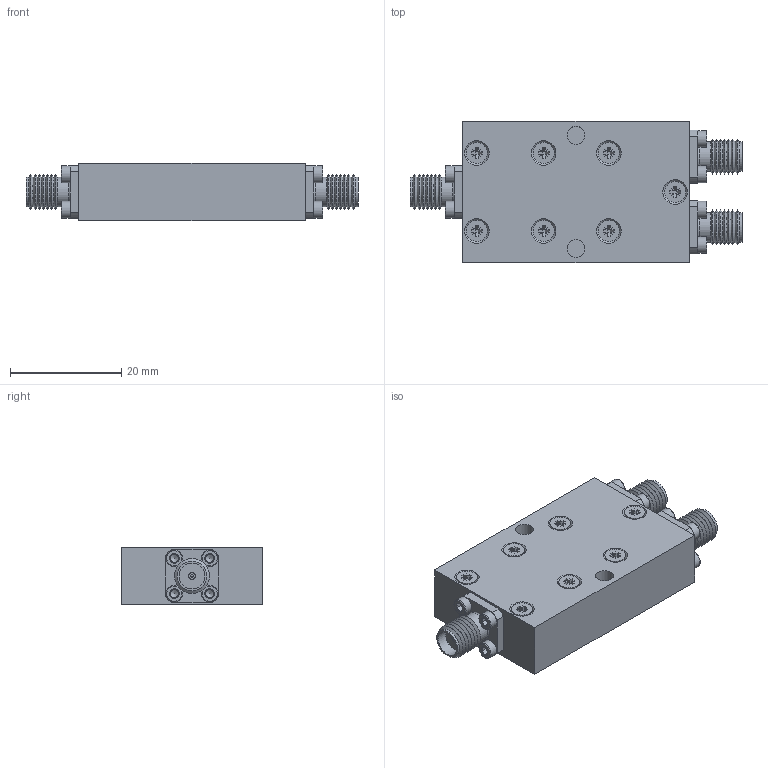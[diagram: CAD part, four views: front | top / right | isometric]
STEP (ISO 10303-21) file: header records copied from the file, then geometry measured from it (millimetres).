
FILE_DESCRIPTION(/* description */ ('Unknown'),/* implementation_level */ '2;1');
FILE_NAME(/* name */ 'DETI_MICROWAVE_2-WAY_POWER_DIVIDER_800282_STEP',/* time_stamp */ '2021-06-30T13:57:04+02:00',/* author */ ('ALG'),/* organization */ ('DETI'),/* preprocessor_version */ 'ST-DEVELOPER v16.7',/* originating_system */ 'Solid Edge',/* authorisation */ 'Unknown');
FILE_SCHEMA (('AUTOMOTIVE_DESIGN {1 0 10303 214 3 1 1}'));
Length unit declared in the file: millimetre
Products named in the file (1): DI-2-2-S2
Bounding box: 59.6 x 25.4 x 10.29 mm (x, y, z)
Volume: 11412.9 mm3; surface area: 5523.6 mm2
Topology: 1 solids, 35 shells, 649 faces, 1579 edges, 1036 vertices
Faces by surface type: plane 390, cylinder 116, cone 109, torus 34
Full cylindrical faces by diameter (mm): 0.47 x3, 1.1 x3, 1.221 x12, 1.27 x6, 1.567 x7, 1.6 x12, 1.8 x12, 2 x7, 2.2 x7, 3 x12, 3.2 x4, 3.8 x7, 4.1 x3, 4.6 x3, 5.3 x6
Entity records: 21156 total; most frequent: CARTESIAN_POINT 2992, DIRECTION 2762, ORIENTED_EDGE 2410, EDGE_CURVE 1205, FACE_BOUND 1000, AXIS2_PLACEMENT_3D 985, EDGE_LOOP 976, VERTEX_POINT 933
